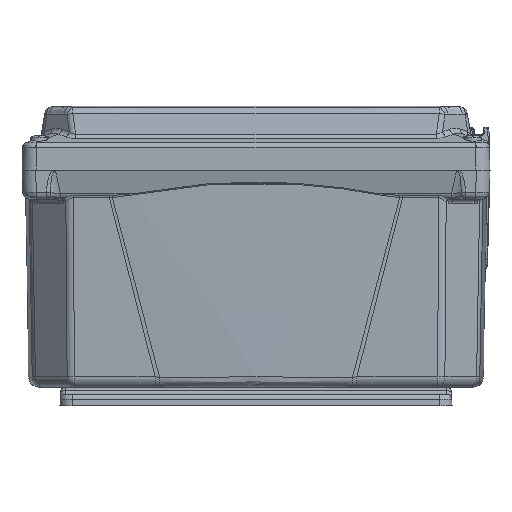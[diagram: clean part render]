
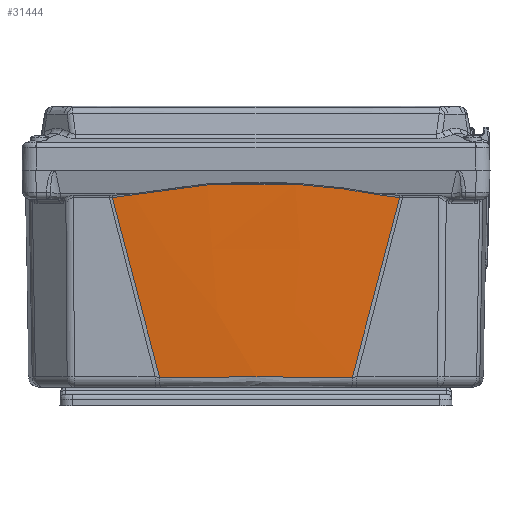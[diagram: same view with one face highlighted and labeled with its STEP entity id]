
A CAD part, front view. The second image highlights one B-rep face of the part: STEP entity #31444.
In plain terms, the highlighted free-form (B-spline) face has degree [3, 3] with [8, 4] control points.
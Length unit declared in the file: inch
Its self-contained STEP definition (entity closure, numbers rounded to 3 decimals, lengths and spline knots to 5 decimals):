
#9306=CARTESIAN_POINT('',(-3.77698,-5.08215,
-1.75769));
#9307=CARTESIAN_POINT('',(-3.42947,-5.08792,
-1.84992));
#9308=CARTESIAN_POINT('',(-2.72352,-5.09977,
-2.03681));
#9309=CARTESIAN_POINT('',(-1.63072,-5.11834,
-2.32502));
#9310=CARTESIAN_POINT('',(-0.8819,-5.13117,
-2.52195));
#9311=CARTESIAN_POINT('',(-0.50223,-5.13769,
-2.6217));
#9320=CARTESIAN_POINT('',(-0.45149,-5.15772,
-2.23593));
#9321=CARTESIAN_POINT('',(-0.45481,-5.15689,
-2.25252));
#9322=CARTESIAN_POINT('',(-0.46156,-5.15524,
-2.2871));
#9323=CARTESIAN_POINT('',(-0.4686,-5.15242,
-2.34359));
#9324=CARTESIAN_POINT('',(-0.47702,-5.14932,
-2.40455));
#9325=CARTESIAN_POINT('',(-0.48576,-5.14585,
-2.471));
#9326=CARTESIAN_POINT('',(-0.49415,-5.14201,
-2.54294));
#9327=CARTESIAN_POINT('',(-0.4995,-5.13918,
-2.59482));
#9328=CARTESIAN_POINT('',(-0.50223,-5.13769,
-2.6217));
#9342=CARTESIAN_POINT('',(-0.45083,-5.15776,
2.23606));
#9343=CARTESIAN_POINT('',(-0.4393,-5.16064,
2.17786));
#9344=CARTESIAN_POINT('',(-0.41451,-5.16687,
2.04749));
#9345=CARTESIAN_POINT('',(-0.37402,-5.17698,
1.80662));
#9346=CARTESIAN_POINT('',(-0.33434,-5.1869,
1.52923));
#9347=CARTESIAN_POINT('',(-0.29855,-5.19585,
1.22106));
#9348=CARTESIAN_POINT('',(-0.26935,-5.20315,
0.88889));
#9349=CARTESIAN_POINT('',(-0.24876,-5.2083,
0.53945));
#9350=CARTESIAN_POINT('',(-0.23816,-5.21095,
0.17964));
#9351=CARTESIAN_POINT('',(-0.23821,-5.21094,
-0.18354));
#9352=CARTESIAN_POINT('',(-0.24893,-5.20826,
-0.54309));
#9353=CARTESIAN_POINT('',(-0.26959,-5.20309,
-0.89208));
#9354=CARTESIAN_POINT('',(-0.29883,-5.19578,
-1.22365));
#9355=CARTESIAN_POINT('',(-0.33457,-5.18684,
-1.53115));
#9356=CARTESIAN_POINT('',(-0.37429,-5.17693,
-1.80782));
#9357=CARTESIAN_POINT('',(-0.4143,-5.16686,
-2.0481));
#9358=CARTESIAN_POINT('',(-0.43999,-5.1606,
-2.1779));
#9359=CARTESIAN_POINT('',(-0.45149,-5.15772,
-2.23593));
#9385=CARTESIAN_POINT('',(-0.50223,-5.13769,
2.6217));
#9386=CARTESIAN_POINT('',(-0.49822,-5.13988,
2.58213));
#9387=CARTESIAN_POINT('',(-0.48971,-5.14428,
2.50078));
#9388=CARTESIAN_POINT('',(-0.47285,-5.1512,
2.36977));
#9389=CARTESIAN_POINT('',(-0.45997,-5.1555,
2.28119));
#9390=CARTESIAN_POINT('',(-0.45083,-5.15776,
2.23606));
#9483=CARTESIAN_POINT('',(-3.77698,-5.08215,
1.75769));
#9496=CARTESIAN_POINT('',(-0.50223,-5.13769,
2.6217));
#9497=CARTESIAN_POINT('',(-0.88191,-5.13117,
2.52195));
#9498=CARTESIAN_POINT('',(-1.63075,-5.11834,
2.32501));
#9499=CARTESIAN_POINT('',(-2.72353,-5.09977,
2.03681));
#9500=CARTESIAN_POINT('',(-3.42947,-5.08792,
1.84992));
#9501=CARTESIAN_POINT('',(-3.77698,-5.08215,
1.75769));
#9503=CARTESIAN_POINT('',(-3.77698,-5.08215,
1.75769));
#9504=CARTESIAN_POINT('',(-3.77535,-5.1119,
1.36835));
#9505=CARTESIAN_POINT('',(-3.77318,-5.15162,
0.58771));
#9506=CARTESIAN_POINT('',(-3.77318,-5.15162,
-0.58771));
#9507=CARTESIAN_POINT('',(-3.77535,-5.1119,
-1.36835));
#9508=CARTESIAN_POINT('',(-3.77698,-5.08215,
-1.75769));
#12457=VERTEX_POINT('',#9483);
#12459=VERTEX_POINT('',#9508);
#13203=VERTEX_POINT('',#9320);
#13204=VERTEX_POINT('',#9328);
#13207=VERTEX_POINT('',#9342);
#13209=VERTEX_POINT('',#9385);
#31398=CARTESIAN_POINT('',(-0.16748,-5.13794,
2.81607));
#31399=CARTESIAN_POINT('',(-1.39424,-5.11653,
2.48768));
#31400=CARTESIAN_POINT('',(-2.62099,-5.09511,
2.1593));
#31401=CARTESIAN_POINT('',(-3.84775,-5.0737,
1.83091));
#31402=CARTESIAN_POINT('',(-0.16748,-5.13934,
2.78953));
#31403=CARTESIAN_POINT('',(-1.39424,-5.11793,
2.46424));
#31404=CARTESIAN_POINT('',(-2.62099,-5.09651,
2.13896));
#31405=CARTESIAN_POINT('',(-3.84775,-5.0751,
1.81367));
#31406=CARTESIAN_POINT('',(-0.16748,-5.17227,
2.15544));
#31407=CARTESIAN_POINT('',(-1.39424,-5.15086,
1.90427));
#31408=CARTESIAN_POINT('',(-2.62099,-5.12944,
1.65309));
#31409=CARTESIAN_POINT('',(-3.84775,-5.10803,
1.40191));
#31410=CARTESIAN_POINT('',(-0.16748,-5.21467,
0.91268));
#31411=CARTESIAN_POINT('',(-1.39424,-5.19326,
0.80642));
#31412=CARTESIAN_POINT('',(-2.62099,-5.17185,
0.70015));
#31413=CARTESIAN_POINT('',(-3.84775,-5.15044,
0.59389));
#31414=CARTESIAN_POINT('',(-0.16748,-5.21467,
-0.91268));
#31415=CARTESIAN_POINT('',(-1.39424,-5.19326,
-0.80642));
#31416=CARTESIAN_POINT('',(-2.62099,-5.17185,
-0.70015));
#31417=CARTESIAN_POINT('',(-3.84775,-5.15044,
-0.59389));
#31418=CARTESIAN_POINT('',(-0.16748,-5.17227,
-2.15544));
#31419=CARTESIAN_POINT('',(-1.39424,-5.15086,
-1.90427));
#31420=CARTESIAN_POINT('',(-2.62099,-5.12944,
-1.65309));
#31421=CARTESIAN_POINT('',(-3.84775,-5.10803,
-1.40191));
#31422=CARTESIAN_POINT('',(-0.16748,-5.13934,
-2.78953));
#31423=CARTESIAN_POINT('',(-1.39424,-5.11793,
-2.46424));
#31424=CARTESIAN_POINT('',(-2.62099,-5.09651,
-2.13896));
#31425=CARTESIAN_POINT('',(-3.84775,-5.0751,
-1.81367));
#31426=CARTESIAN_POINT('',(-0.16748,-5.13794,
-2.81607));
#31427=CARTESIAN_POINT('',(-1.39424,-5.11653,
-2.48768));
#31428=CARTESIAN_POINT('',(-2.62099,-5.09511,
-2.1593));
#31429=CARTESIAN_POINT('',(-3.84775,-5.0737,
-1.83091));
#31430=B_SPLINE_SURFACE_WITH_KNOTS('',3,3,((#31398,#31399,#31400,#31401),
(#31402,#31403,#31404,#31405),(#31406,#31407,#31408,#31409),(#31410,#31411,
#31412,#31413),(#31414,#31415,#31416,#31417),(#31418,#31419,#31420,#31421),(
#31422,#31423,#31424,#31425),(#31426,#31427,#31428,#31429)),.UNSPECIFIED.,.F.,
.F.,.F.,(4,1,1,1,1,4),(4,4),(-0.01456,0.,0.33333,
0.66667,1.,1.01456),(0.04229,0.97165),
.UNSPECIFIED.);
#31432=ORIENTED_EDGE('',*,*,#31431,.T.);
#31433=ORIENTED_EDGE('',*,*,#31389,.F.);
#31435=ORIENTED_EDGE('',*,*,#31434,.F.);
#31437=ORIENTED_EDGE('',*,*,#31436,.F.);
#31439=ORIENTED_EDGE('',*,*,#31438,.T.);
#31441=ORIENTED_EDGE('',*,*,#31440,.T.);
#31442=EDGE_LOOP('',(#31432,#31433,#31435,#31437,#31439,#31441));
#31443=FACE_OUTER_BOUND('',#31442,.F.);
#31444=ADVANCED_FACE('',(#31443),#31430,.F.);
#9312=B_SPLINE_CURVE_WITH_KNOTS('',3,(#9306,#9307,#9308,#9309,#9310,#9311),
.UNSPECIFIED.,.F.,.F.,(4,1,1,4),(0.,0.33333,0.66667,1.),
.UNSPECIFIED.);
#9329=B_SPLINE_CURVE_WITH_KNOTS('',3,(#9320,#9321,#9322,#9323,#9324,#9325,#9326,
#9327,#9328),.UNSPECIFIED.,.F.,.F.,(4,1,1,1,1,1,4),(0.,0.16667,
0.33333,0.5,0.66667,0.83333,1.),
.UNSPECIFIED.);
#9360=B_SPLINE_CURVE_WITH_KNOTS('',3,(#9342,#9343,#9344,#9345,#9346,#9347,#9348,
#9349,#9350,#9351,#9352,#9353,#9354,#9355,#9356,#9357,#9358,#9359),
.UNSPECIFIED.,.F.,.F.,(4,1,1,1,1,1,1,1,1,1,1,1,1,1,1,4),(0.,0.06667,
0.13333,0.2,0.26667,0.33333,0.4,
0.46667,0.53333,0.6,0.66667,0.73333,
0.8,0.86667,0.93333,1.),.UNSPECIFIED.);
#9391=B_SPLINE_CURVE_WITH_KNOTS('',3,(#9385,#9386,#9387,#9388,#9389,#9390),
.UNSPECIFIED.,.F.,.F.,(4,1,1,4),(0.,0.33333,0.66667,1.),
.UNSPECIFIED.);
#9502=B_SPLINE_CURVE_WITH_KNOTS('',3,(#9496,#9497,#9498,#9499,#9500,#9501),
.UNSPECIFIED.,.F.,.F.,(4,1,1,4),(0.,0.33333,0.66667,1.),
.UNSPECIFIED.);
#9509=B_SPLINE_CURVE_WITH_KNOTS('',3,(#9503,#9504,#9505,#9506,#9507,#9508),
.UNSPECIFIED.,.F.,.F.,(4,1,1,4),(0.,0.33333,0.66667,1.),
.UNSPECIFIED.);
#31389=EDGE_CURVE('',#12459,#13204,#9312,.T.);
#31431=EDGE_CURVE('',#13203,#13204,#9329,.T.);
#31434=EDGE_CURVE('',#12457,#12459,#9509,.T.);
#31436=EDGE_CURVE('',#13209,#12457,#9502,.T.);
#31438=EDGE_CURVE('',#13209,#13207,#9391,.T.);
#31440=EDGE_CURVE('',#13207,#13203,#9360,.T.);
